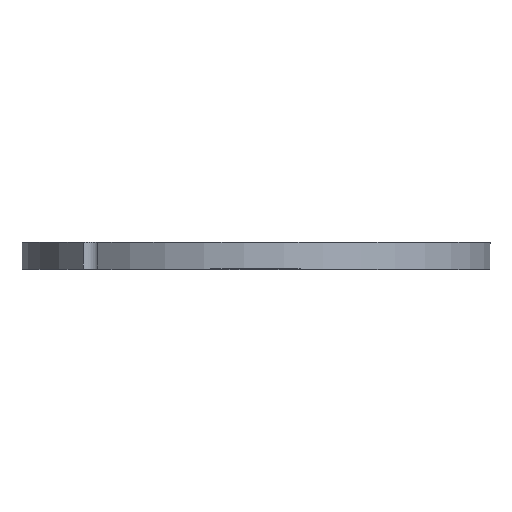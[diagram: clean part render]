
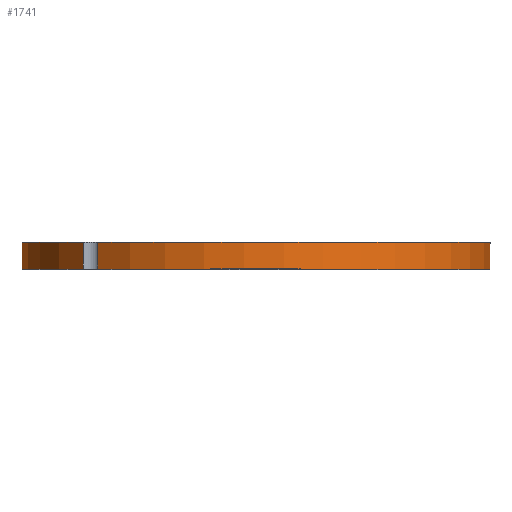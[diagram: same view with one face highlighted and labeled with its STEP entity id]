
A CAD part, top view. The second image highlights one B-rep face of the part: STEP entity #1741.
In plain terms, the highlighted cylindrical face has radius 35 mm (diameter 70 mm), a partial arc.
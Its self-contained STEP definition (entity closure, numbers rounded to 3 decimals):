
#852=CARTESIAN_POINT('',(0.,4.,0.));
#853=DIRECTION('',(0.,1.,0.));
#854=DIRECTION('',(-0.676,0.,0.737));
#855=AXIS2_PLACEMENT_3D('',#852,#853,#854);
#860=DIRECTION('',(0.,1.,0.));
#861=VECTOR('',#860,4.);
#862=CARTESIAN_POINT('',(-25.786,0.,23.666));
#863=LINE('',#862,#861);
#867=CARTESIAN_POINT('',(0.,0.,0.));
#868=DIRECTION('',(0.,-1.,0.));
#869=DIRECTION('',(-0.737,0.,0.676));
#870=AXIS2_PLACEMENT_3D('',#867,#868,#869);
#875=DIRECTION('',(0.,1.,0.));
#876=VECTOR('',#875,4.);
#877=CARTESIAN_POINT('',(-23.666,0.,25.786));
#878=LINE('',#877,#876);
#1070=CARTESIAN_POINT('',(-23.666,0.,25.786));
#1071=CARTESIAN_POINT('',(-23.666,4.,25.786));
#1072=VERTEX_POINT('',#1070);
#1073=VERTEX_POINT('',#1071);
#1074=CARTESIAN_POINT('',(-25.786,0.,23.666));
#1075=CARTESIAN_POINT('',(-25.786,4.,23.666));
#1076=VERTEX_POINT('',#1074);
#1077=VERTEX_POINT('',#1075);
#1730=CARTESIAN_POINT('',(0.,0.,0.));
#1731=DIRECTION('',(0.,1.,0.));
#1732=DIRECTION('',(1.,0.,0.));
#1733=AXIS2_PLACEMENT_3D('',#1730,#1731,#1732);
#1734=CYLINDRICAL_SURFACE('',#1733,35.);
#1735=ORIENTED_EDGE('',*,*,#1287,.T.);
#1736=ORIENTED_EDGE('',*,*,#1722,.F.);
#1737=ORIENTED_EDGE('',*,*,#1133,.T.);
#1738=ORIENTED_EDGE('',*,*,#1725,.T.);
#1739=EDGE_LOOP('',(#1735,#1736,#1737,#1738));
#1740=FACE_OUTER_BOUND('',#1739,.F.);
#856=CIRCLE('',#855,35.);
#871=CIRCLE('',#870,35.);
#1133=EDGE_CURVE('',#1076,#1072,#871,.T.);
#1287=EDGE_CURVE('',#1073,#1077,#856,.T.);
#1722=EDGE_CURVE('',#1076,#1077,#863,.T.);
#1725=EDGE_CURVE('',#1072,#1073,#878,.T.);
#1741=ADVANCED_FACE('',(#1740),#1734,.T.);
